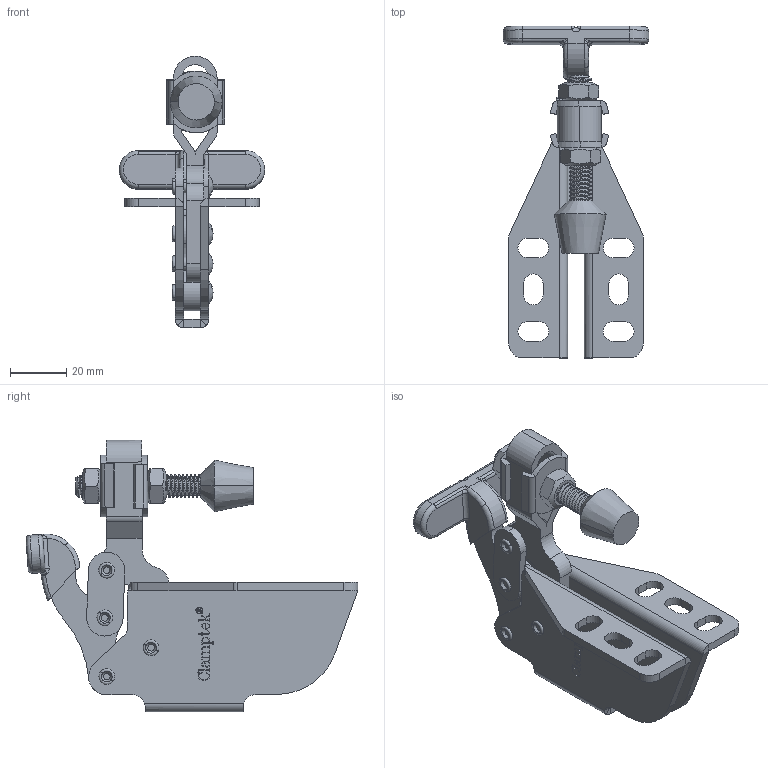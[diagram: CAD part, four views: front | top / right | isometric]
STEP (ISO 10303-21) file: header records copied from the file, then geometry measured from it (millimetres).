
FILE_DESCRIPTION (( 'STEP AP203' ), '1' );
FILE_NAME ('CH-13007-SM.STEP', '2017-11-04T01:04:51', ( 'Windows' ), ( 'Microsoft' ), 'SwSTEP 2.0', 'SolidWorks 2015', '' );
FILE_SCHEMA (( 'CONFIG_CONTROL_DESIGN' ));
Length unit declared in the file: millimetre
Products named in the file (10): CH-FC-56212 SPINDLE SUPPLIED; 400; 13007-SM菁釱; CH-13007-SM; CH-13007-02 U-BAR; CH-13007-04 CONNECTING-PLATE; CH-13007-03 T-HANDLE; CH-13007-05 ; CH-FW-516; CH-FC-56212 Nut
Assembly tree (15 placements, depth 3):
  CH-13007-SM
    13007-SM菁釱
    CH-13007-02 U-BAR
    CH-13007-04 CONNECTING-PLATE  x2
    CH-13007-03 T-HANDLE
    CH-13007-05   x4
    400
      CH-FW-516  x2
      CH-FC-56212 Nut  x2
      CH-FC-56212 SPINDLE SUPPLIED
Bounding box: 52 x 118.54 x 97.03 mm (x, y, z)
Volume: 52832.3 mm3; surface area: 38499.2 mm2
Topology: 14 solids, 14 shells, 1115 faces, 3070 edges, 2005 vertices
Faces by surface type: plane 784, cylinder 237, cone 35, bspline 32, torus 23, sphere 4
Entity records: 37788 total; most frequent: CARTESIAN_POINT 10711, ORIENTED_EDGE 5692, DIRECTION 4939, EDGE_CURVE 2846, LINE 2289, VECTOR 2289, VERTEX_POINT 1866, AXIS2_PLACEMENT_3D 1325
